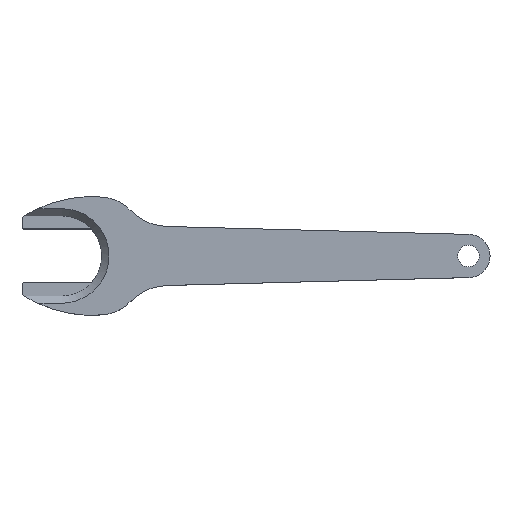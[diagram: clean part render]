
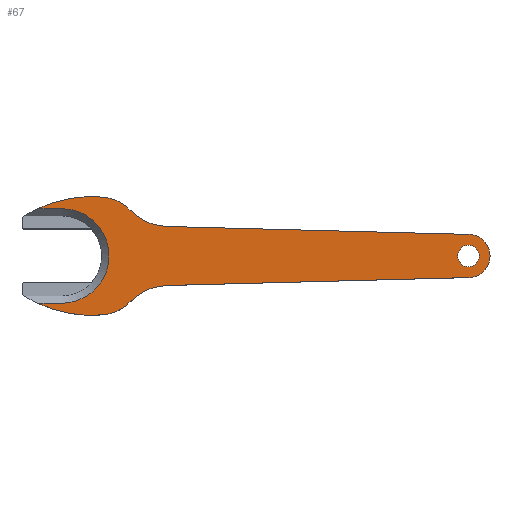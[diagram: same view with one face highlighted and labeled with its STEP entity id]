
A CAD part, top view. The second image highlights one B-rep face of the part: STEP entity #67.
In plain terms, the highlighted planar face has unit normal (0, 0, 1).
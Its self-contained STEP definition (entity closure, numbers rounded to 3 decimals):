
#67 = ADVANCED_FACE( '', ( #152, #153 ), #154, .T. );
#152 = FACE_OUTER_BOUND( '', #255, .T. );
#153 = FACE_BOUND( '', #256, .T. );
#154 = PLANE( '', #257 );
#255 = EDGE_LOOP( '', ( #389, #390, #391, #392, #393, #394, #395, #396, #397, #398, #399, #400 ) );
#256 = EDGE_LOOP( '', ( #401 ) );
#257 = AXIS2_PLACEMENT_3D( '', #402, #403, #404 );
#389 = ORIENTED_EDGE( '', *, *, #656, .T. );
#390 = ORIENTED_EDGE( '', *, *, #657, .T. );
#391 = ORIENTED_EDGE( '', *, *, #638, .F. );
#392 = ORIENTED_EDGE( '', *, *, #650, .F. );
#393 = ORIENTED_EDGE( '', *, *, #658, .F. );
#394 = ORIENTED_EDGE( '', *, *, #659, .F. );
#395 = ORIENTED_EDGE( '', *, *, #660, .F. );
#396 = ORIENTED_EDGE( '', *, *, #661, .F. );
#397 = ORIENTED_EDGE( '', *, *, #662, .F. );
#398 = ORIENTED_EDGE( '', *, *, #663, .F. );
#399 = ORIENTED_EDGE( '', *, *, #664, .F. );
#400 = ORIENTED_EDGE( '', *, *, #629, .T. );
#401 = ORIENTED_EDGE( '', *, *, #665, .T. );
#402 = CARTESIAN_POINT( '', ( 0., 0., 2.5 ) );
#403 = DIRECTION( '', ( 0., 0., 1. ) );
#404 = DIRECTION( '', ( 1., 0., 0. ) );
#629 = EDGE_CURVE( '', #749, #747, #750, .T. );
#638 = EDGE_CURVE( '', #764, #766, #767, .T. );
#650 = EDGE_CURVE( '', #784, #764, #786, .T. );
#656 = EDGE_CURVE( '', #747, #794, #795, .T. );
#657 = EDGE_CURVE( '', #794, #766, #796, .T. );
#658 = EDGE_CURVE( '', #797, #784, #798, .T. );
#659 = EDGE_CURVE( '', #799, #797, #800, .T. );
#660 = EDGE_CURVE( '', #801, #799, #802, .T. );
#661 = EDGE_CURVE( '', #803, #801, #804, .T. );
#662 = EDGE_CURVE( '', #805, #803, #806, .T. );
#663 = EDGE_CURVE( '', #807, #805, #808, .T. );
#664 = EDGE_CURVE( '', #749, #807, #809, .T. );
#665 = EDGE_CURVE( '', #810, #810, #811, .F. );
#747 = VERTEX_POINT( '', #919 );
#749 = VERTEX_POINT( '', #922 );
#750 = LINE( '', #923, #924 );
#764 = VERTEX_POINT( '', #939 );
#766 = VERTEX_POINT( '', #942 );
#767 = CIRCLE( '', #943, 35.3 );
#784 = VERTEX_POINT( '', #962 );
#786 = CIRCLE( '', #965, 12. );
#794 = VERTEX_POINT( '', #975 );
#795 = CIRCLE( '', #976, 13.15 );
#796 = LINE( '', #977, #978 );
#797 = VERTEX_POINT( '', #979 );
#798 = CIRCLE( '', #980, 15. );
#799 = VERTEX_POINT( '', #981 );
#800 = LINE( '', #982, #983 );
#801 = VERTEX_POINT( '', #984 );
#802 = CIRCLE( '', #985, 6. );
#803 = VERTEX_POINT( '', #986 );
#804 = LINE( '', #987, #988 );
#805 = VERTEX_POINT( '', #989 );
#806 = CIRCLE( '', #990, 15. );
#807 = VERTEX_POINT( '', #991 );
#808 = CIRCLE( '', #992, 12. );
#809 = CIRCLE( '', #993, 35.3 );
#810 = VERTEX_POINT( '', #994 );
#811 = CIRCLE( '', #995, 3. );
#919 = CARTESIAN_POINT( '', ( 0., 13.15, 2.5 ) );
#922 = CARTESIAN_POINT( '', ( -6.61, 13.15, 2.5 ) );
#923 = CARTESIAN_POINT( '', ( -11., 13.15, 2.5 ) );
#924 = VECTOR( '', #1116, 1000. );
#939 = CARTESIAN_POINT( '', ( 11.43, -16.37, 2.5 ) );
#942 = CARTESIAN_POINT( '', ( -6.61, -13.15, 2.5 ) );
#943 = AXIS2_PLACEMENT_3D( '', #1134, #1135, #1136 );
#962 = CARTESIAN_POINT( '', ( 19.026, -12.757, 2.5 ) );
#965 = AXIS2_PLACEMENT_3D( '', #1158, #1159, #1160 );
#975 = CARTESIAN_POINT( '', ( 0., -13.15, 2.5 ) );
#976 = AXIS2_PLACEMENT_3D( '', #1166, #1167, #1168 );
#977 = CARTESIAN_POINT( '', ( 0., -13.15, 2.5 ) );
#978 = VECTOR( '', #1169, 1000. );
#979 = CARTESIAN_POINT( '', ( 29.415, -8.19, 2.5 ) );
#980 = AXIS2_PLACEMENT_3D( '', #1170, #1171, #1172 );
#981 = CARTESIAN_POINT( '', ( 113.157, -5.998, 2.5 ) );
#982 = CARTESIAN_POINT( '', ( 113.157, -5.998, 2.5 ) );
#983 = VECTOR( '', #1173, 1000. );
#984 = CARTESIAN_POINT( '', ( 113.157, 5.998, 2.5 ) );
#985 = AXIS2_PLACEMENT_3D( '', #1174, #1175, #1176 );
#986 = CARTESIAN_POINT( '', ( 29.415, 8.19, 2.5 ) );
#987 = CARTESIAN_POINT( '', ( 113.157, 5.998, 2.5 ) );
#988 = VECTOR( '', #1177, 1000. );
#989 = CARTESIAN_POINT( '', ( 19.026, 12.757, 2.5 ) );
#990 = AXIS2_PLACEMENT_3D( '', #1178, #1179, #1180 );
#991 = CARTESIAN_POINT( '', ( 11.43, 16.37, 2.5 ) );
#992 = AXIS2_PLACEMENT_3D( '', #1181, #1182, #1183 );
#993 = AXIS2_PLACEMENT_3D( '', #1184, #1185, #1186 );
#994 = CARTESIAN_POINT( '', ( 116., 0., 2.5 ) );
#995 = AXIS2_PLACEMENT_3D( '', #1187, #1188, #1189 );
#1116 = DIRECTION( '', ( 1., 0., 0. ) );
#1134 = CARTESIAN_POINT( '', ( 8.4, 18.8, 2.5 ) );
#1135 = DIRECTION( '', ( 0., 0., -1. ) );
#1136 = DIRECTION( '', ( 1., 0., 0. ) );
#1158 = CARTESIAN_POINT( '', ( 10.4, -4.414, 2.5 ) );
#1159 = DIRECTION( '', ( 0., 0., -1. ) );
#1160 = DIRECTION( '', ( 1., 0., 0. ) );
#1166 = CARTESIAN_POINT( '', ( 0., 0., 2.5 ) );
#1167 = DIRECTION( '', ( 0., 0., -1. ) );
#1168 = DIRECTION( '', ( 0., 1., 0. ) );
#1169 = DIRECTION( '', ( -1., 0., 0. ) );
#1170 = CARTESIAN_POINT( '', ( 29.807, -23.185, 2.5 ) );
#1171 = DIRECTION( '', ( 0., 0., 1. ) );
#1172 = DIRECTION( '', ( 1., 0., 0. ) );
#1173 = DIRECTION( '', ( -1., -0.026, 0. ) );
#1174 = CARTESIAN_POINT( '', ( 113., 0., 2.5 ) );
#1175 = DIRECTION( '', ( 0., 0., -1. ) );
#1176 = DIRECTION( '', ( -1., 0., 0. ) );
#1177 = DIRECTION( '', ( 1., -0.026, 0. ) );
#1178 = CARTESIAN_POINT( '', ( 29.807, 23.185, 2.5 ) );
#1179 = DIRECTION( '', ( 0., 0., 1. ) );
#1180 = DIRECTION( '', ( 1., 0., 0. ) );
#1181 = CARTESIAN_POINT( '', ( 10.4, 4.414, 2.5 ) );
#1182 = DIRECTION( '', ( 0., 0., -1. ) );
#1183 = DIRECTION( '', ( 1., 0., 0. ) );
#1184 = CARTESIAN_POINT( '', ( 8.4, -18.8, 2.5 ) );
#1185 = DIRECTION( '', ( 0., 0., -1. ) );
#1186 = DIRECTION( '', ( 1., 0., 0. ) );
#1187 = CARTESIAN_POINT( '', ( 113., 0., 2.5 ) );
#1188 = DIRECTION( '', ( 0., 0., 1. ) );
#1189 = DIRECTION( '', ( 1., 0., 0. ) );
